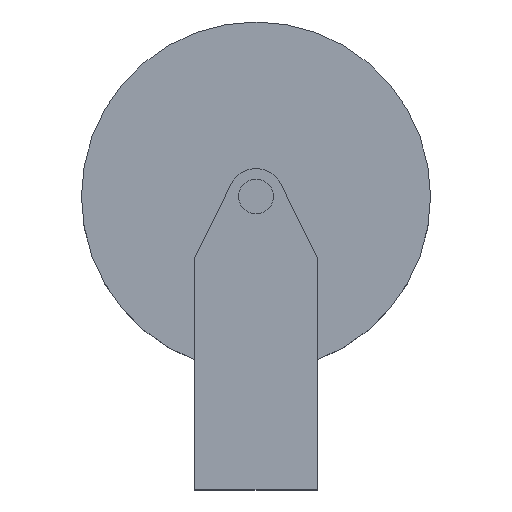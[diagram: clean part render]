
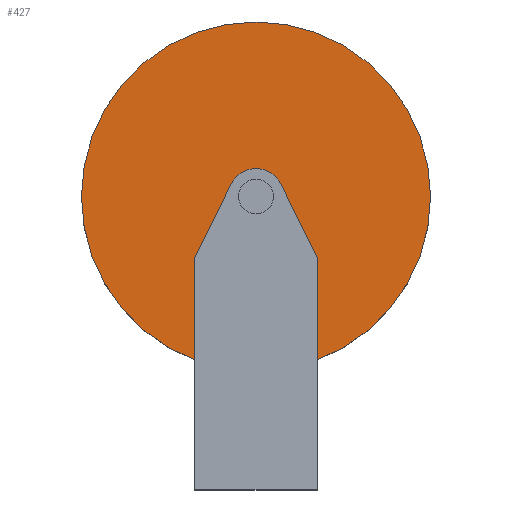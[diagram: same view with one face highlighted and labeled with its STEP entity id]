
A CAD part, top view. The second image highlights one B-rep face of the part: STEP entity #427.
In plain terms, the highlighted planar face has unit normal (0, 0, 1).
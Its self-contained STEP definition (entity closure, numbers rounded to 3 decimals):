
#10 = DIRECTION ( 'NONE',  ( 0., 0., -1. ) ) ;
#26 = CIRCLE ( 'NONE', #145, 5. ) ;
#95 = EDGE_LOOP ( 'NONE', ( #105, #304 ) ) ;
#98 = EDGE_CURVE ( 'NONE', #249, #114, #659, .T. ) ;
#105 = ORIENTED_EDGE ( 'NONE', *, *, #431, .F. ) ;
#109 = DIRECTION ( 'NONE',  ( 1., 0., 0. ) ) ;
#114 = VERTEX_POINT ( 'NONE', #888 ) ;
#137 = CARTESIAN_POINT ( 'NONE',  ( 0., 84., 16. ) ) ;
#140 = CARTESIAN_POINT ( 'NONE',  ( -50., 84., 16. ) ) ;
#145 = AXIS2_PLACEMENT_3D ( 'NONE', #600, #594, #887 ) ;
#179 = DIRECTION ( 'NONE',  ( 0., 0., -1. ) ) ;
#192 = CARTESIAN_POINT ( 'NONE',  ( 0., 84., 16. ) ) ;
#243 = AXIS2_PLACEMENT_3D ( 'NONE', #192, #179, #396 ) ;
#249 = VERTEX_POINT ( 'NONE', #437 ) ;
#304 = ORIENTED_EDGE ( 'NONE', *, *, #482, .F. ) ;
#312 = CARTESIAN_POINT ( 'NONE',  ( 50., 84., 16. ) ) ;
#322 = FACE_OUTER_BOUND ( 'NONE', #95, .T. ) ;
#342 = AXIS2_PLACEMENT_3D ( 'NONE', #137, #471, #109 ) ;
#390 = PLANE ( 'NONE',  #434 ) ;
#396 = DIRECTION ( 'NONE',  ( 1., 0., 0. ) ) ;
#427 = ADVANCED_FACE ( 'PLANAR_15', ( #322, #605 ), #390, .F. ) ;
#429 = ORIENTED_EDGE ( 'NONE', *, *, #609, .T. ) ;
#431 = EDGE_CURVE ( 'NONE', #463, #870, #683, .T. ) ;
#434 = AXIS2_PLACEMENT_3D ( 'NONE', #826, #681, #536 ) ;
#437 = CARTESIAN_POINT ( 'NONE',  ( -5., 84., 16. ) ) ;
#463 = VERTEX_POINT ( 'NONE', #140 ) ;
#471 = DIRECTION ( 'NONE',  ( 0., 0., -1. ) ) ;
#482 = EDGE_CURVE ( 'NONE', #870, #463, #886, .T. ) ;
#497 = CARTESIAN_POINT ( 'NONE',  ( 0., 84., 16. ) ) ;
#536 = DIRECTION ( 'NONE',  ( 1., 0., 0. ) ) ;
#594 = DIRECTION ( 'NONE',  ( 0., 0., -1. ) ) ;
#600 = CARTESIAN_POINT ( 'NONE',  ( 0., 84., 16. ) ) ;
#605 = FACE_BOUND ( 'NONE', #688, .T. ) ;
#609 = EDGE_CURVE ( 'NONE', #114, #249, #26, .T. ) ;
#659 = CIRCLE ( 'NONE', #342, 5. ) ;
#660 = ORIENTED_EDGE ( 'NONE', *, *, #98, .T. ) ;
#681 = DIRECTION ( 'NONE',  ( 0., 0., -1. ) ) ;
#683 = CIRCLE ( 'NONE', #243, 50. ) ;
#688 = EDGE_LOOP ( 'NONE', ( #660, #429 ) ) ;
#789 = AXIS2_PLACEMENT_3D ( 'NONE', #497, #10, #791 ) ;
#791 = DIRECTION ( 'NONE',  ( 1., 0., 0. ) ) ;
#826 = CARTESIAN_POINT ( 'NONE',  ( 0., 84., 16. ) ) ;
#870 = VERTEX_POINT ( 'NONE', #312 ) ;
#886 = CIRCLE ( 'NONE', #789, 50. ) ;
#887 = DIRECTION ( 'NONE',  ( 1., 0., 0. ) ) ;
#888 = CARTESIAN_POINT ( 'NONE',  ( 5., 84., 16. ) ) ;
